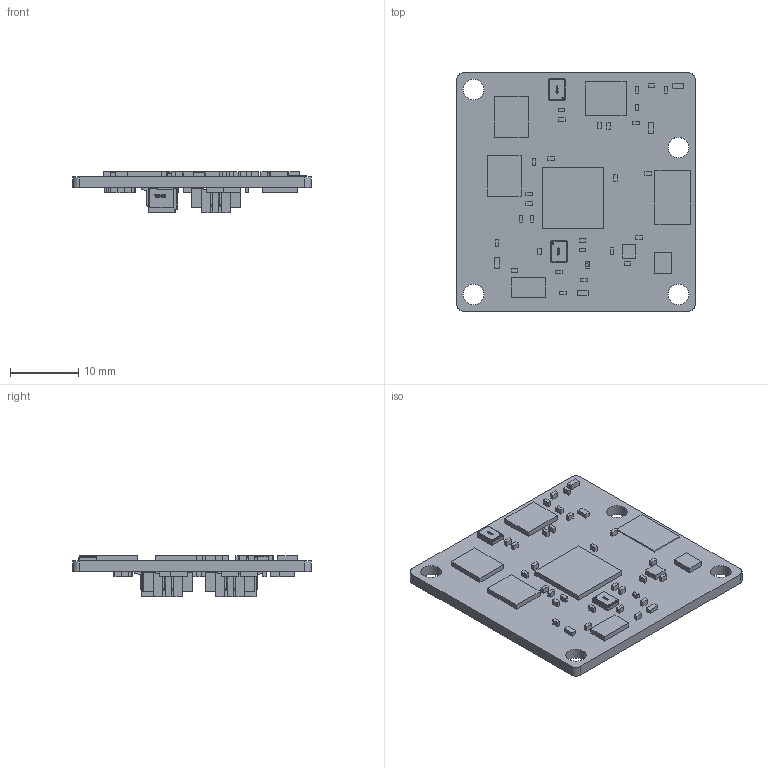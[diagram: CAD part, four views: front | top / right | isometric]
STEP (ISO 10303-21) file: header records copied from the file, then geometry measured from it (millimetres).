
FILE_DESCRIPTION(('Designed by EasyEDA Pro'),'2;1');
FILE_NAME('Open CASCADE Shape Model','2025-06-03T15:24:38',('Author'),( 'Open CASCADE'),'Open CASCADE STEP processor 7.8','Open CASCADE 7.8' ,'Unknown');
FILE_SCHEMA(('AUTOMOTIVE_DESIGN { 1 0 10303 214 1 1 1 1 }'));
Length unit declared in the file: millimetre
Products named in the file (44): EasyEDA PCB Model~pvVw; Board~pvVw; TopCopper~pvVw; BottomCopper~pvVw; TopFpcStiffener~pvVw; BottomFpcStiffener~pvVw; NRST1~LED_0603~LED-0603_G~pvVw; PWR1~LED_0603~LED-0603_G~pvVw; L2~L1210~L1210~pvVw; L1210~L1210~pvVw; L3~L0402~L0402_L1.0-W0.5-H0.5_BEAD~pvVw; L5~L0402~L0402_L1.0-W0.5-H0.5_BEAD~pvVw; C1~C0402~C0402_L1.0-W0.5-H0.5~pvVw; C13~C0402~C0402_L1.0-W0.5-H0.5~pvVw; P1~CONN-SMD_2P-P1.25-MX1.25-2P-WT~CONN-SMD_2P-P1.25-MX1.25-2P-WT~pvVw; CONN-SMD_2P-P1.25-MX1.25-2P-WT~CONN-SMD_2P-P1.25-MX1.25-2P-WT~pvVw; LED1~LED_0603~LED-0603_B~pvVw; LED_0603~LED-0603_B~pvVw; Q1~SOT-23-3_L2.9-W1.3-P1.90-LS2.4-BR~SOT-23-3P_
L2.9-W1.3-H1.0-LS2.4-P0.95~pvVw; Q4~SOT-23-3_L2.9-W1.3-P1.90-LS2.4-BR~SOT-23-3P_
L2.9-W1.3-H1.0-LS2.4-P0.95~pvVw; L1~L0402~L0402_L1.0-W0.5-H0.5_BEAD~pvVw; L0402~L0402_L1.0-W0.5-H0.5_BEAD~pvVw; P4~CONN-SMD_4P-P1.00_SHOU-HAN_1.0-4P-WT-1~CONN-SMD_4P-P1.00_SHOU-HAN_
1.0-4P-WT-1~pvVw; P7~CONN-SMD_4P-P1.00_SHOU-HAN_1.0-4P-WT-1~CONN-SMD_4P-P1.00_SHOU-HAN_
1.0-4P-WT-1~pvVw; R1~R0402~R0402_L1.0-W0.5-H0.5~pvVw; R20~R0402~R0402_L1.0-W0.5-H0.5~pvVw; SW2~SW-SMD_L4.0-W2.9-LS5.0~SW-SMD_L4.0-W2.9-H2-LS5.0~pvVw; SW-SMD_L4.0-W2.9-LS5.0~SW-SMD_L4.0-W2.9-H2-LS5.0~pvVw; U2~VSON-7_L2.0-W2.0-P0.5-TL~VSON-7_L2.0-W2.0-H1.0-P0.5-TL~pvVw; VSON-7_L2.0-W2.0-P0.5-TL~VSON-7_L2.0-W2.0-H1.0-P0.5-TL~pvVw; SW1~SW-SMD_MSK12C02G15-B~SW-SMD_MSK12C02G15-B~pvVw; SW-SMD_MSK12C02G15-B~SW-SMD_MSK12C02G15-B~pvVw; U3~SOP-8_L4.9-W3.9-P1.27-LS6.0-BL~SOP-8_
L4.9-W3.9-P1.27-LS6.0-BL-1~pvVw; SOP-8_L4.9-W3.9-P1.27-LS6.0-BL~SOP-8_L4.9-W3.9-P1.27-LS6.0-BL-1~pvVw; U4~ANT-SMD_6P-L1.6-W0.8-P1.20~ANT-SMD_6P-L1.6-W0.8-H0.4-P1.20~pvVw; ANT-SMD_6P-L1.6-W0.8-P1.20~ANT-SMD_6P-L1.6-W0.8-H0.4-P1.20~pvVw; U1~LQFP-48_L7.0-W7.0-P0.50-LS9.0-BL~LQFP-48_
L7.0-W7.0-H1.4-LS9.0-P0.50~pvVw; LQFP-48_L7.0-W7.0-P0.50-LS9.0-BL~LQFP-48_
L7.0-W7.0-H1.4-LS9.0-P0.50~pvVw; P2~CONN-SMD_2P-P1.25-MX1.25-2P-WT~CONN-SMD_2P-P1.25-MX1.25-2P-WT~pvVw; D1~SOD-323_L1.8-W1.3-LS2.5-RD~SOD-323_L1.7-W1.3-H1.1-LS2.5~pvVw ...
Assembly tree (88 placements, depth 3):
  EasyEDA PCB Model~pvVw
    Board~pvVw
    TopCopper~pvVw
    BottomCopper~pvVw
    TopFpcStiffener~pvVw
    BottomFpcStiffener~pvVw
    NRST1~LED_0603~LED-0603_G~pvVw
      PWR1~LED_0603~LED-0603_G~pvVw
    PWR1~LED_0603~LED-0603_G~pvVw
    L2~L1210~L1210~pvVw
      L1210~L1210~pvVw
    L3~L0402~L0402_L1.0-W0.5-H0.5_BEAD~pvVw
      L5~L0402~L0402_L1.0-W0.5-H0.5_BEAD~pvVw
    L5~L0402~L0402_L1.0-W0.5-H0.5_BEAD~pvVw  x2
    C1~C0402~C0402_L1.0-W0.5-H0.5~pvVw
      C13~C0402~C0402_L1.0-W0.5-H0.5~pvVw
    C13~C0402~C0402_L1.0-W0.5-H0.5~pvVw  x12
    P1~CONN-SMD_2P-P1.25-MX1.25-2P-WT~CONN-SMD_2P-P1.25-MX1.25-2P-WT~pvVw
      CONN-SMD_2P-P1.25-MX1.25-2P-WT~CONN-SMD_2P-P1.25-MX1.25-2P-WT~pvVw
    LED1~LED_0603~LED-0603_B~pvVw
      LED_0603~LED-0603_B~pvVw
    Q1~SOT-23-3_L2.9-W1.3-P1.90-LS2.4-BR~SOT-23-3P_
L2.9-W1.3-H1.0-LS2.4-P0.95~pvVw
      Q4~SOT-23-3_L2.9-W1.3-P1.90-LS2.4-BR~SOT-23-3P_
L2.9-W1.3-H1.0-LS2.4-P0.95~pvVw
    Q4~SOT-23-3_L2.9-W1.3-P1.90-LS2.4-BR~SOT-23-3P_
L2.9-W1.3-H1.0-LS2.4-P0.95~pvVw  x3
    L1~L0402~L0402_L1.0-W0.5-H0.5_BEAD~pvVw
      L0402~L0402_L1.0-W0.5-H0.5_BEAD~pvVw
    P4~CONN-SMD_4P-P1.00_SHOU-HAN_1.0-4P-WT-1~CONN-SMD_4P-P1.00_SHOU-HAN_
1.0-4P-WT-1~pvVw
      P7~CONN-SMD_4P-P1.00_SHOU-HAN_1.0-4P-WT-1~CONN-SMD_4P-P1.00_SHOU-HAN_
1.0-4P-WT-1~pvVw
    P7~CONN-SMD_4P-P1.00_SHOU-HAN_1.0-4P-WT-1~CONN-SMD_4P-P1.00_SHOU-HAN_
1.0-4P-WT-1~pvVw
    R1~R0402~R0402_L1.0-W0.5-H0.5~pvVw
      R20~R0402~R0402_L1.0-W0.5-H0.5~pvVw
    R20~R0402~R0402_L1.0-W0.5-H0.5~pvVw  x19
    SW2~SW-SMD_L4.0-W2.9-LS5.0~SW-SMD_L4.0-W2.9-H2-LS5.0~pvVw
      SW-SMD_L4.0-W2.9-LS5.0~SW-SMD_L4.0-W2.9-H2-LS5.0~pvVw
    U2~VSON-7_L2.0-W2.0-P0.5-TL~VSON-7_L2.0-W2.0-H1.0-P0.5-TL~pvVw
      VSON-7_L2.0-W2.0-P0.5-TL~VSON-7_L2.0-W2.0-H1.0-P0.5-TL~pvVw
    SW1~SW-SMD_MSK12C02G15-B~SW-SMD_MSK12C02G15-B~pvVw
      SW-SMD_MSK12C02G15-B~SW-SMD_MSK12C02G15-B~pvVw
    U3~SOP-8_L4.9-W3.9-P1.27-LS6.0-BL~SOP-8_
L4.9-W3.9-P1.27-LS6.0-BL-1~pvVw
      SOP-8_L4.9-W3.9-P1.27-LS6.0-BL~SOP-8_L4.9-W3.9-P1.27-LS6.0-BL-1~pvVw
    U4~ANT-SMD_6P-L1.6-W0.8-P1.20~ANT-SMD_6P-L1.6-W0.8-H0.4-P1.20~pvVw
      ANT-SMD_6P-L1.6-W0.8-P1.20~ANT-SMD_6P-L1.6-W0.8-H0.4-P1.20~pvVw
    U1~LQFP-48_L7.0-W7.0-P0.50-LS9.0-BL~LQFP-48_
L7.0-W7.0-H1.4-LS9.0-P0.50~pvVw
      LQFP-48_L7.0-W7.0-P0.50-LS9.0-BL~LQFP-48_
L7.0-W7.0-H1.4-LS9.0-P0.50~pvVw
    P2~CONN-SMD_2P-P1.25-MX1.25-2P-WT~CONN-SMD_2P-P1.25-MX1.25-2P-WT~pvVw  x4
      CONN-SMD_2P-P1.25-MX1.25-2P-WT~CONN-SMD_2P-P1.25-MX1.25-2P-WT~pvVw
    D1~SOD-323_L1.8-W1.3-LS2.5-RD~SOD-323_L1.7-W1.3-H1.1-LS2.5~pvVw
      D4~SOD-323_L1.8-W1.3-LS2.5-RD~SOD-323_L1.7-W1.3-H1.1-LS2.5~pvVw
    D4~SOD-323_L1.8-W1.3-LS2.5-RD~SOD-323_L1.7-W1.3-H1.1-LS2.5~pvVw  x3
    X1~CRYSTAL-SMD_4P-L3.2-W2.5-BL~OSC-SMD_4P-L3.2-W2.5-H1.0~pvVw  x2
      CRYSTAL-SMD_4P-L3.2-W2.5-BL~OSC-SMD_4P-L3.2-W2.5-H1.0~pvVw
Bounding box: 34.97 x 34.97 x 6.04 mm (x, y, z)
Volume: 2420.2 mm3; surface area: 4695.5 mm2
Topology: 125 solids, 125 shells, 3213 faces, 8385 edges, 5542 vertices
Faces by surface type: plane 1839, bspline 1126, cylinder 216, torus 24, sphere 8
Entity records: 54433 total; most frequent: CARTESIAN_POINT 14177, ORIENTED_EDGE 6776, DIRECTION 4562, EDGE_CURVE 3388, VERTEX_POINT 2232, LINE 2232, VECTOR 2232, FACE_BOUND 1382
